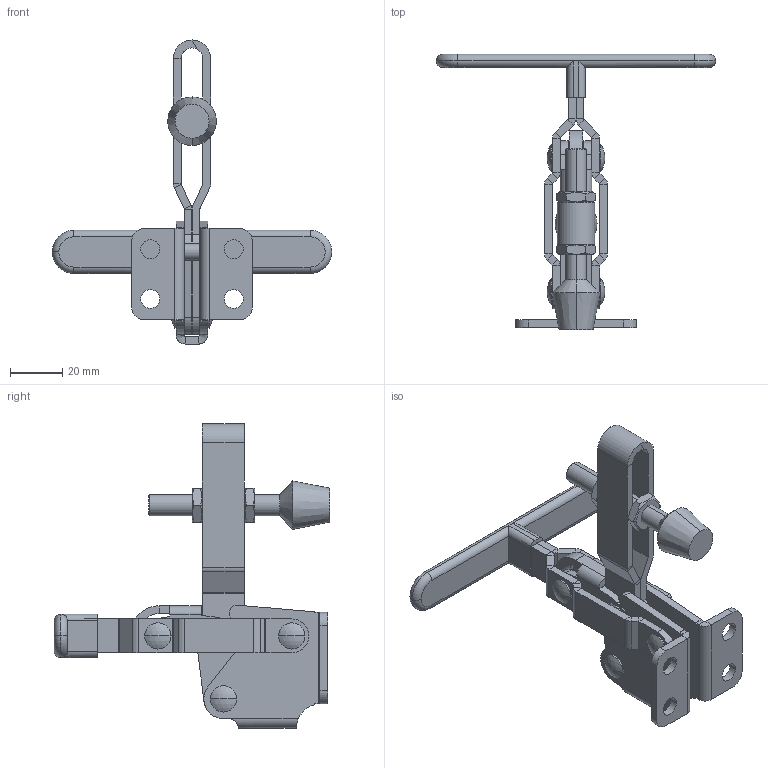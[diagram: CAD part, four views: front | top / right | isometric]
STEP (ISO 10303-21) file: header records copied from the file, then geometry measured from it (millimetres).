
FILE_DESCRIPTION (( 'STEP AP203' ), '1' );
FILE_NAME ('HS-12131装配体.STEP', '2018-12-07T01:13:42', ( 'PCOS' ), ( '微软中国' ), 'SwSTEP 2.0', 'SolidWorks 2012', '' );
FILE_SCHEMA (( 'CONFIG_CONTROL_DESIGN' ));
Length unit declared in the file: millimetre
Products named in the file (13): HS-12131蚾饜极; 酗种; U倰揤參蚾饜极; hex thin nuts-grades ab-chamfered gb_GB_FASTENER_NUT_STNAB M8-N; hexagon head bolts-full thread gb_GB_FASTENER_BOLT_STBAB A M8X55-C; 揤輸; U倰揤參; 蟀裝; 傻种; T倰忒梟蚾饜极; 忒梟; 筵忒參; 楊擘菁釱
Assembly tree (16 placements, depth 3):
  HS-12131蚾饜极
    楊擘菁釱
    T倰忒梟蚾饜极
      筵忒參
      忒梟  x2
    傻种  x2
    蟀裝
    U倰揤參蚾饜极
      U倰揤參
      揤輸
      hexagon head bolts-full thread gb_GB_FASTENER_BOLT_STBAB A M8X55-C
      hex thin nuts-grades ab-chamfered gb_GB_FASTENER_NUT_STNAB M8-N  x2
    酗种  x2
Bounding box: 106.5 x 105 x 115.9 mm (x, y, z)
Volume: 52248.8 mm3; surface area: 39335.2 mm2
Topology: 14 solids, 14 shells, 808 faces, 2023 edges, 1279 vertices
Faces by surface type: plane 418, cylinder 201, bspline 137, cone 30, sphere 16, torus 6
Entity records: 28341 total; most frequent: CARTESIAN_POINT 10342, ORIENTED_EDGE 3622, DIRECTION 3056, EDGE_CURVE 1811, VERTEX_POINT 1155, VECTOR 1122, LINE 1122, AXIS2_PLACEMENT_3D 967
